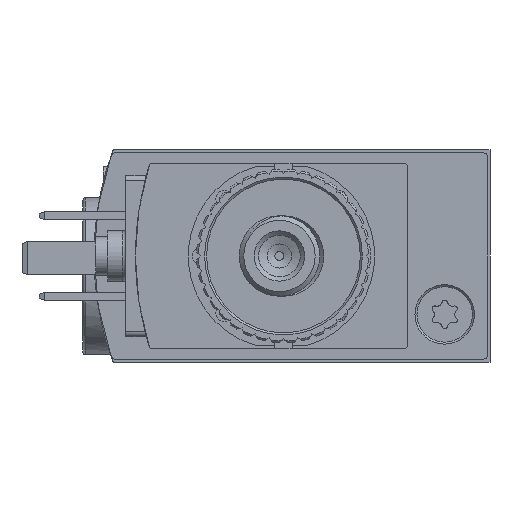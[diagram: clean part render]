
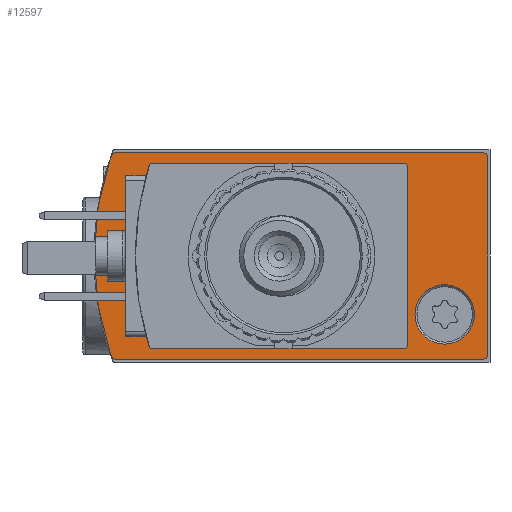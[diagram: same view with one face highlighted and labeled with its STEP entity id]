
A CAD part, left-side view. The second image highlights one B-rep face of the part: STEP entity #12597.
In plain terms, the highlighted planar face has unit normal (-1, 0, 0).
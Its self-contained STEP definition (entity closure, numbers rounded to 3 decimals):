
#833=LINE('',#21498,#2043);
#851=LINE('',#21535,#2061);
#856=LINE('',#21553,#2066);
#2043=VECTOR('',#17702,1000.);
#2061=VECTOR('',#17722,1000.);
#2066=VECTOR('',#17741,1000.);
#3959=ORIENTED_EDGE('',*,*,#7143,.F.);
#3960=ORIENTED_EDGE('',*,*,#7144,.T.);
#3961=ORIENTED_EDGE('',*,*,#7145,.T.);
#3962=ORIENTED_EDGE('',*,*,#7125,.F.);
#3963=ORIENTED_EDGE('',*,*,#7139,.F.);
#3964=ORIENTED_EDGE('',*,*,#7075,.F.);
#3965=ORIENTED_EDGE('',*,*,#7137,.F.);
#3966=ORIENTED_EDGE('',*,*,#7134,.F.);
#3967=ORIENTED_EDGE('',*,*,#7131,.F.);
#3968=ORIENTED_EDGE('',*,*,#7107,.F.);
#3969=ORIENTED_EDGE('',*,*,#7129,.F.);
#7075=EDGE_CURVE('',#8772,#8773,#9836,.T.);
#7107=EDGE_CURVE('',#8804,#8805,#833,.T.);
#7125=EDGE_CURVE('',#8822,#8823,#851,.T.);
#7129=EDGE_CURVE('',#8823,#8804,#9845,.T.);
#7131=EDGE_CURVE('',#8805,#8826,#9847,.T.);
#7134=EDGE_CURVE('',#8826,#8828,#856,.T.);
#7137=EDGE_CURVE('',#8828,#8772,#9849,.T.);
#7139=EDGE_CURVE('',#8773,#8822,#9851,.T.);
#7143=EDGE_CURVE('',#8832,#8832,#9855,.F.);
#7144=EDGE_CURVE('',#8833,#8833,#9856,.T.);
#7145=EDGE_CURVE('',#8834,#8834,#9857,.T.);
#8772=VERTEX_POINT('',#21425);
#8773=VERTEX_POINT('',#21426);
#8804=VERTEX_POINT('',#21499);
#8805=VERTEX_POINT('',#21500);
#8822=VERTEX_POINT('',#21536);
#8823=VERTEX_POINT('',#21537);
#8826=VERTEX_POINT('',#21548);
#8828=VERTEX_POINT('',#21554);
#8832=VERTEX_POINT('',#21571);
#8833=VERTEX_POINT('',#21573);
#8834=VERTEX_POINT('',#21575);
#9836=CIRCLE('',#15726,30.);
#9845=CIRCLE('',#15738,0.5);
#9847=CIRCLE('',#15741,0.5);
#9849=CIRCLE('',#15745,0.5);
#9851=CIRCLE('',#15748,0.5);
#9855=CIRCLE('',#15754,5.);
#9856=CIRCLE('',#15755,2.95);
#9857=CIRCLE('',#15756,2.95);
#10473=EDGE_LOOP('',(#3959));
#10474=EDGE_LOOP('',(#3960));
#10475=EDGE_LOOP('',(#3961));
#10476=EDGE_LOOP('',(#3962,#3963,#3964,#3965,#3966,#3967,#3968,#3969));
#11354=FACE_BOUND('',#10473,.T.);
#11355=FACE_BOUND('',#10474,.T.);
#11356=FACE_BOUND('',#10475,.T.);
#11357=FACE_BOUND('',#10476,.T.);
#12085=PLANE('',#15753);
#12597=ADVANCED_FACE('',(#11354,#11355,#11356,#11357),#12085,.F.);
#15726=AXIS2_PLACEMENT_3D('',#21424,#17662,#17663);
#15738=AXIS2_PLACEMENT_3D('',#21544,#17728,#17729);
#15741=AXIS2_PLACEMENT_3D('',#21547,#17734,#17735);
#15745=AXIS2_PLACEMENT_3D('',#21559,#17746,#17747);
#15748=AXIS2_PLACEMENT_3D('',#21562,#17752,#17753);
#15753=AXIS2_PLACEMENT_3D('',#21569,#17762,#17763);
#15754=AXIS2_PLACEMENT_3D('',#21570,#17764,#17765);
#15755=AXIS2_PLACEMENT_3D('',#21572,#17766,#17767);
#15756=AXIS2_PLACEMENT_3D('',#21574,#17768,#17769);
#17662=DIRECTION('',(1.,0.,0.));
#17663=DIRECTION('',(0.,0.,-1.));
#17702=DIRECTION('',(0.,0.,-1.));
#17722=DIRECTION('',(0.,-1.,0.));
#17728=DIRECTION('',(1.,0.,0.));
#17729=DIRECTION('',(0.,0.,-1.));
#17734=DIRECTION('',(1.,0.,0.));
#17735=DIRECTION('',(0.,0.,-1.));
#17741=DIRECTION('',(0.,1.,0.));
#17746=DIRECTION('',(1.,0.,0.));
#17747=DIRECTION('',(0.,0.,-1.));
#17752=DIRECTION('',(1.,0.,0.));
#17753=DIRECTION('',(0.,0.,-1.));
#17762=DIRECTION('',(1.,0.,0.));
#17763=DIRECTION('',(0.,0.,-1.));
#17764=DIRECTION('',(1.,0.,0.));
#17765=DIRECTION('',(0.,0.,-1.));
#17766=DIRECTION('',(1.,0.,0.));
#17767=DIRECTION('',(0.,0.,-1.));
#17768=DIRECTION('',(1.,0.,0.));
#17769=DIRECTION('',(0.,0.,-1.));
#21424=CARTESIAN_POINT('',(0.,9.3,0.));
#21425=CARTESIAN_POINT('',(0.,37.614,-9.915));
#21426=CARTESIAN_POINT('',(0.,37.614,9.915));
#21498=CARTESIAN_POINT('',(0.,0.2,9.75));
#21499=CARTESIAN_POINT('',(0.,0.2,9.75));
#21500=CARTESIAN_POINT('',(0.,0.2,-9.75));
#21535=CARTESIAN_POINT('',(0.,37.142,10.25));
#21536=CARTESIAN_POINT('',(0.,37.142,10.25));
#21537=CARTESIAN_POINT('',(0.,0.7,10.25));
#21544=CARTESIAN_POINT('',(0.,0.7,9.75));
#21547=CARTESIAN_POINT('',(0.,0.7,-9.75));
#21548=CARTESIAN_POINT('',(0.,0.7,-10.25));
#21553=CARTESIAN_POINT('',(0.,0.7,-10.25));
#21554=CARTESIAN_POINT('',(0.,37.142,-10.25));
#21559=CARTESIAN_POINT('',(0.,37.142,-9.75));
#21562=CARTESIAN_POINT('',(0.,37.142,9.75));
#21569=CARTESIAN_POINT('',(0.,0.7,9.75));
#21570=CARTESIAN_POINT('',(0.,20.9,0.));
#21571=CARTESIAN_POINT('',(0.,20.9,-5.));
#21572=CARTESIAN_POINT('',(0.,31.7,5.8));
#21573=CARTESIAN_POINT('',(0.,31.7,2.85));
#21574=CARTESIAN_POINT('',(0.,4.5,-5.8));
#21575=CARTESIAN_POINT('',(0.,4.5,-8.75));
